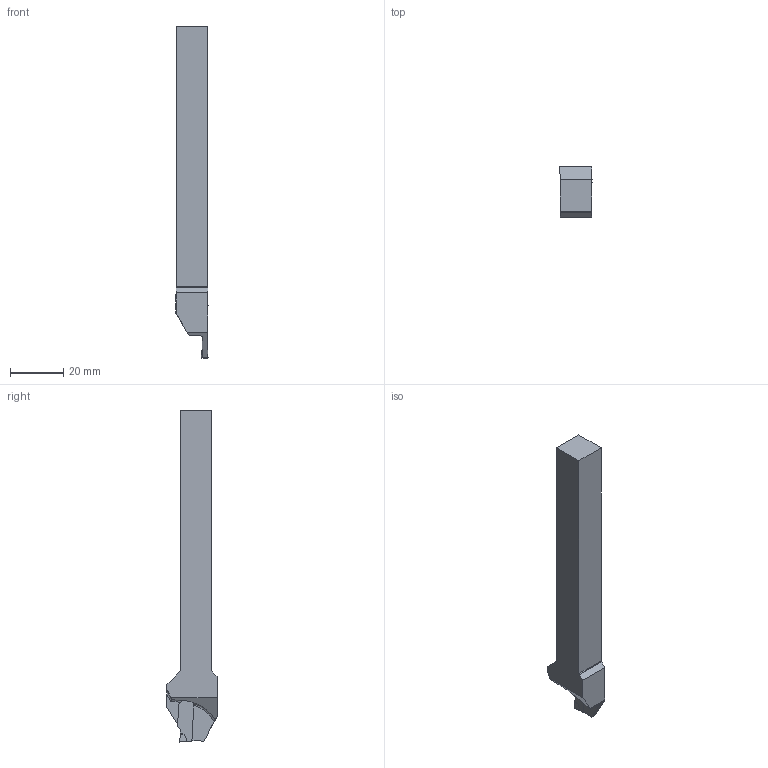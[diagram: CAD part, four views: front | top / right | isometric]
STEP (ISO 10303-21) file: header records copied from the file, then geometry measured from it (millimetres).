
FILE_DESCRIPTION(/* description */ (''),/* implementation_level */ '2;1');
FILE_NAME(/* name */ '1558666845506.stp',/* time_stamp */ '2019-05-24T08:30:58+05:00',/* author */ (''),/* organization */ ('SMS'),/* preprocessor_version */ 'ST-DEVELOPER v15',/* originating_system */ 'SIEMENS PLM Software NX 8.5',/* authorisation */ '');
FILE_SCHEMA (('AUTOMOTIVE_DESIGN { 1 0 10303 214 3 1 1 1 }'));
Length unit declared in the file: millimetre
Products named in the file (4): 201539461mod000_00; ASSEMBLY_CONSTRUCTION; 202151808mod000_00; 202151807mod000_00
Assembly tree (3 placements, depth 2):
  202151807mod000_00
    202151808mod000_00
    ASSEMBLY_CONSTRUCTION
    201539461mod000_00
Bounding box: 12.07 x 18.9 x 125 mm (x, y, z)
Volume: 16829.5 mm3; surface area: 6435.9 mm2
Topology: 2 solids, 2 shells, 66 faces, 184 edges, 128 vertices
Faces by surface type: plane 45, bspline 9, cylinder 7, extrusion 4, torus 1
Entity records: 2492 total; most frequent: CARTESIAN_POINT 725, ORIENTED_EDGE 366, DIRECTION 285, EDGE_CURVE 183, VECTOR 137, LINE 133, VERTEX_POINT 121, AXIS2_PLACEMENT_3D 74
